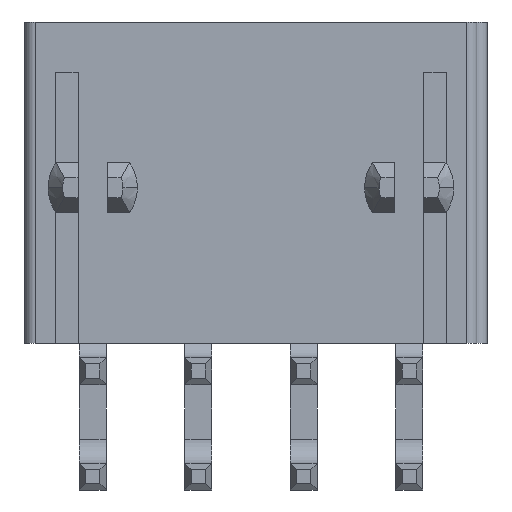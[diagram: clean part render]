
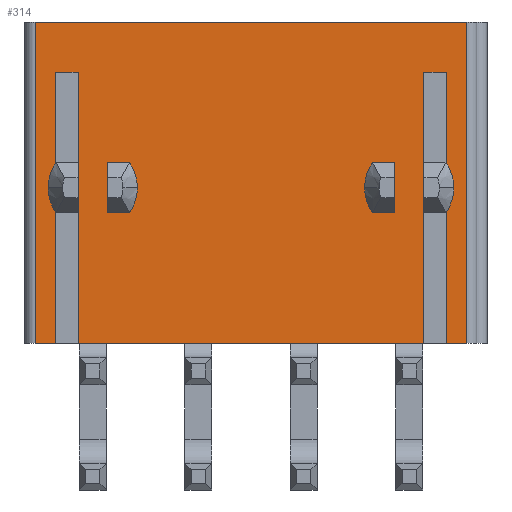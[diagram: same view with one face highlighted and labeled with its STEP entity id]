
A CAD part, front view. The second image highlights one B-rep face of the part: STEP entity #314.
In plain terms, the highlighted planar face has unit normal (0, -1, 0).
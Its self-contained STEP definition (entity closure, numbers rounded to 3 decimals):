
#314=ADVANCED_FACE('',(#899,#900,#901),#902,.T.);
#899=FACE_OUTER_BOUND('',#1550,.T.);
#900=FACE_BOUND('',#1551,.T.);
#901=FACE_BOUND('',#1552,.T.);
#902=PLANE('',#1553);
#1550=EDGE_LOOP('',(#3560,#3561,#3562,#3563,#3564,#3565,#3566,#3567,#3568,#3569,#3570,#3571));
#1551=EDGE_LOOP('',(#3572,#3573,#3574,#3575,#3576));
#1552=EDGE_LOOP('',(#3577,#3578,#3579,#3580,#3581));
#1553=AXIS2_PLACEMENT_3D('',#3582,#3583,#3584);
#3560=ORIENTED_EDGE('',*,*,#4287,.T.);
#3561=ORIENTED_EDGE('',*,*,#4727,.T.);
#3562=ORIENTED_EDGE('',*,*,#4728,.F.);
#3563=ORIENTED_EDGE('',*,*,#4729,.F.);
#3564=ORIENTED_EDGE('',*,*,#4283,.T.);
#3565=ORIENTED_EDGE('',*,*,#4726,.F.);
#3566=ORIENTED_EDGE('',*,*,#4169,.F.);
#3567=ORIENTED_EDGE('',*,*,#4730,.T.);
#3568=ORIENTED_EDGE('',*,*,#4291,.T.);
#3569=ORIENTED_EDGE('',*,*,#4731,.T.);
#3570=ORIENTED_EDGE('',*,*,#4732,.F.);
#3571=ORIENTED_EDGE('',*,*,#4733,.T.);
#3572=ORIENTED_EDGE('',*,*,#4734,.T.);
#3573=ORIENTED_EDGE('',*,*,#4735,.T.);
#3574=ORIENTED_EDGE('',*,*,#4736,.T.);
#3575=ORIENTED_EDGE('',*,*,#4737,.T.);
#3576=ORIENTED_EDGE('',*,*,#4147,.T.);
#3577=ORIENTED_EDGE('',*,*,#4738,.F.);
#3578=ORIENTED_EDGE('',*,*,#4739,.F.);
#3579=ORIENTED_EDGE('',*,*,#4740,.F.);
#3580=ORIENTED_EDGE('',*,*,#4159,.T.);
#3581=ORIENTED_EDGE('',*,*,#4741,.T.);
#3582=CARTESIAN_POINT('',(-8.6,-4.8,0.0));
#3583=DIRECTION('',(0.0,-1.0,0.0));
#3584=DIRECTION('',(0.0,0.0,-1.0));
#4147=EDGE_CURVE('',#4976,#4980,#4982,.T.);
#4159=EDGE_CURVE('',#5004,#5001,#5005,.T.);
#4169=EDGE_CURVE('',#5022,#5024,#5025,.T.);
#4283=EDGE_CURVE('',#5238,#5236,#5239,.T.);
#4287=EDGE_CURVE('',#5246,#5244,#5247,.T.);
#4291=EDGE_CURVE('',#5254,#5252,#5255,.T.);
#4726=EDGE_CURVE('',#5024,#5236,#5937,.T.);
#4727=EDGE_CURVE('',#5244,#5938,#5939,.T.);
#4728=EDGE_CURVE('',#5940,#5938,#5941,.T.);
#4729=EDGE_CURVE('',#5238,#5940,#5942,.T.);
#4730=EDGE_CURVE('',#5022,#5254,#5943,.T.);
#4731=EDGE_CURVE('',#5252,#5944,#5945,.T.);
#4732=EDGE_CURVE('',#5946,#5944,#5947,.T.);
#4733=EDGE_CURVE('',#5946,#5246,#5948,.T.);
#4734=EDGE_CURVE('',#4980,#5949,#5950,.T.);
#4735=EDGE_CURVE('',#5949,#5951,#5952,.T.);
#4736=EDGE_CURVE('',#5951,#5953,#5954,.T.);
#4737=EDGE_CURVE('',#5953,#4976,#5955,.T.);
#4738=EDGE_CURVE('',#5956,#5957,#5958,.T.);
#4739=EDGE_CURVE('',#5959,#5956,#5960,.T.);
#4740=EDGE_CURVE('',#5004,#5959,#5961,.T.);
#4741=EDGE_CURVE('',#5001,#5957,#5962,.T.);
#4976=VERTEX_POINT('',#6197);
#4980=VERTEX_POINT('',#6202);
#4982=CIRCLE('',#6205,1.475);
#5001=VERTEX_POINT('',#6234);
#5004=VERTEX_POINT('',#6238);
#5005=CIRCLE('',#6239,1.475);
#5022=VERTEX_POINT('',#6260);
#5024=VERTEX_POINT('',#6262);
#5025=LINE('',#6263,#6264);
#5236=VERTEX_POINT('',#6576);
#5238=VERTEX_POINT('',#6578);
#5239=LINE('',#6579,#6580);
#5244=VERTEX_POINT('',#6587);
#5246=VERTEX_POINT('',#6590);
#5247=LINE('',#6591,#6592);
#5252=VERTEX_POINT('',#6599);
#5254=VERTEX_POINT('',#6602);
#5255=LINE('',#6603,#6604);
#5937=LINE('',#7689,#7690);
#5938=VERTEX_POINT('',#7691);
#5939=LINE('',#7692,#7693);
#5940=VERTEX_POINT('',#7694);
#5941=LINE('',#7695,#7696);
#5942=LINE('',#7697,#7698);
#5943=LINE('',#7699,#7700);
#5944=VERTEX_POINT('',#7701);
#5945=LINE('',#7702,#7703);
#5946=VERTEX_POINT('',#7704);
#5947=LINE('',#7705,#7706);
#5948=LINE('',#7707,#7708);
#5949=VERTEX_POINT('',#7709);
#5950=LINE('',#7710,#7711);
#5951=VERTEX_POINT('',#7712);
#5952=LINE('',#7713,#7714);
#5953=VERTEX_POINT('',#7715);
#5954=LINE('',#7716,#7717);
#5955=CIRCLE('',#7718,1.475);
#5956=VERTEX_POINT('',#7719);
#5957=VERTEX_POINT('',#7720);
#5958=LINE('',#7721,#7722);
#5959=VERTEX_POINT('',#7723);
#5960=LINE('',#7724,#7725);
#5961=LINE('',#7726,#7727);
#5962=CIRCLE('',#7728,1.475);
#6197=CARTESIAN_POINT('',(-4.825,-4.8,-6.6));
#6202=CARTESIAN_POINT('',(-5.216,-4.8,-7.6));
#6205=AXIS2_PLACEMENT_3D('',#8043,#8044,#8045);
#6234=CARTESIAN_POINT('',(4.825,-4.8,-6.6));
#6238=CARTESIAN_POINT('',(5.216,-4.8,-7.6));
#6239=AXIS2_PLACEMENT_3D('',#8063,#8064,#8065);
#6260=CARTESIAN_POINT('',(-8.6,-4.8,0.0));
#6262=CARTESIAN_POINT('',(8.6,-4.8,0.0));
#6263=CARTESIAN_POINT('',(-8.6,-4.8,0.0));
#6264=VECTOR('',#8085,17.2);
#6576=CARTESIAN_POINT('',(8.6,-4.8,-12.8));
#6578=CARTESIAN_POINT('',(7.775,-4.8,-12.8));
#6579=CARTESIAN_POINT('',(7.775,-4.8,-12.8));
#6580=VECTOR('',#8223,0.825);
#6587=CARTESIAN_POINT('',(6.885,-4.8,-12.8));
#6590=CARTESIAN_POINT('',(-6.885,-4.8,-12.8));
#6591=CARTESIAN_POINT('',(-6.885,-4.8,-12.8));
#6592=VECTOR('',#8227,13.77);
#6599=CARTESIAN_POINT('',(-7.775,-4.8,-12.8));
#6602=CARTESIAN_POINT('',(-8.6,-4.8,-12.8));
#6603=CARTESIAN_POINT('',(-8.6,-4.8,-12.8));
#6604=VECTOR('',#8231,0.825);
#7689=CARTESIAN_POINT('',(8.6,-4.8,0.0));
#7690=VECTOR('',#8728,12.8);
#7691=CARTESIAN_POINT('',(6.885,-4.8,-2.0));
#7692=CARTESIAN_POINT('',(6.885,-4.8,-12.8));
#7693=VECTOR('',#8729,10.8);
#7694=CARTESIAN_POINT('',(7.775,-4.8,-2.0));
#7695=CARTESIAN_POINT('',(7.775,-4.8,-2.0));
#7696=VECTOR('',#8730,0.89);
#7697=CARTESIAN_POINT('',(7.775,-4.8,-12.8));
#7698=VECTOR('',#8731,10.8);
#7699=CARTESIAN_POINT('',(-8.6,-4.8,0.0));
#7700=VECTOR('',#8732,12.8);
#7701=CARTESIAN_POINT('',(-7.775,-4.8,-2.0));
#7702=CARTESIAN_POINT('',(-7.775,-4.8,-12.8));
#7703=VECTOR('',#8733,10.8);
#7704=CARTESIAN_POINT('',(-6.885,-4.8,-2.0));
#7705=CARTESIAN_POINT('',(-6.885,-4.8,-2.0));
#7706=VECTOR('',#8734,0.89);
#7707=CARTESIAN_POINT('',(-6.885,-4.8,-2.0));
#7708=VECTOR('',#8735,10.8);
#7709=CARTESIAN_POINT('',(-5.715,-4.8,-7.6));
#7710=CARTESIAN_POINT('',(-5.216,-4.8,-7.6));
#7711=VECTOR('',#8736,0.499);
#7712=CARTESIAN_POINT('',(-5.715,-4.8,-5.6));
#7713=CARTESIAN_POINT('',(-5.715,-4.8,-7.6));
#7714=VECTOR('',#8737,2.0);
#7715=CARTESIAN_POINT('',(-5.216,-4.8,-5.6));
#7716=CARTESIAN_POINT('',(-5.715,-4.8,-5.6));
#7717=VECTOR('',#8738,0.499);
#7718=AXIS2_PLACEMENT_3D('',#8739,#8740,#8741);
#7719=CARTESIAN_POINT('',(5.715,-4.8,-5.6));
#7720=CARTESIAN_POINT('',(5.216,-4.8,-5.6));
#7721=CARTESIAN_POINT('',(5.715,-4.8,-5.6));
#7722=VECTOR('',#8742,0.499);
#7723=CARTESIAN_POINT('',(5.715,-4.8,-7.6));
#7724=CARTESIAN_POINT('',(5.715,-4.8,-7.6));
#7725=VECTOR('',#8743,2.0);
#7726=CARTESIAN_POINT('',(5.216,-4.8,-7.6));
#7727=VECTOR('',#8744,0.499);
#7728=AXIS2_PLACEMENT_3D('',#8745,#8746,#8747);
#8043=CARTESIAN_POINT('',(-6.3,-4.8,-6.6));
#8044=DIRECTION('',(-0.0,1.0,0.0));
#8045=DIRECTION('',(0.735,0.0,0.678));
#8063=CARTESIAN_POINT('',(6.3,-4.8,-6.6));
#8064=DIRECTION('',(0.0,1.0,0.0));
#8065=DIRECTION('',(-0.735,0.0,-0.678));
#8085=DIRECTION('',(1.0,0.0,0.0));
#8223=DIRECTION('',(1.0,0.0,0.0));
#8227=DIRECTION('',(1.0,0.0,0.0));
#8231=DIRECTION('',(1.0,0.0,0.0));
#8728=DIRECTION('',(0.0,0.0,-1.0));
#8729=DIRECTION('',(0.0,0.0,1.0));
#8730=DIRECTION('',(-1.0,0.0,0.0));
#8731=DIRECTION('',(0.0,0.0,1.0));
#8732=DIRECTION('',(0.0,0.0,-1.0));
#8733=DIRECTION('',(0.0,0.0,1.0));
#8734=DIRECTION('',(-1.0,0.0,0.0));
#8735=DIRECTION('',(0.0,0.0,-1.0));
#8736=DIRECTION('',(-1.0,0.0,0.0));
#8737=DIRECTION('',(0.0,0.0,1.0));
#8738=DIRECTION('',(1.0,0.0,0.0));
#8739=CARTESIAN_POINT('',(-6.3,-4.8,-6.6));
#8740=DIRECTION('',(-0.0,1.0,0.0));
#8741=DIRECTION('',(0.735,0.0,0.678));
#8742=DIRECTION('',(-1.0,0.0,0.0));
#8743=DIRECTION('',(0.0,0.0,1.0));
#8744=DIRECTION('',(1.0,0.0,0.0));
#8745=CARTESIAN_POINT('',(6.3,-4.8,-6.6));
#8746=DIRECTION('',(0.0,1.0,0.0));
#8747=DIRECTION('',(-0.735,0.0,-0.678));
